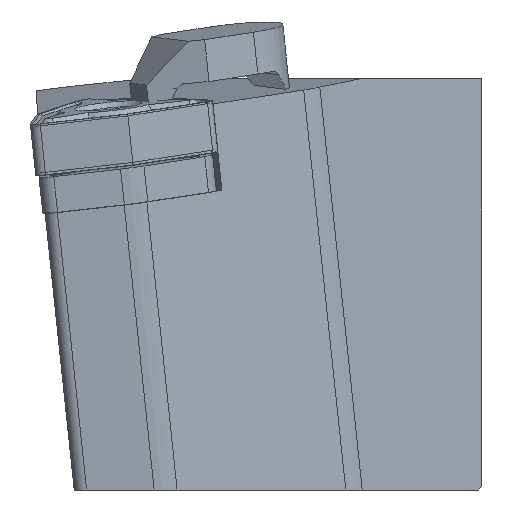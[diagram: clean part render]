
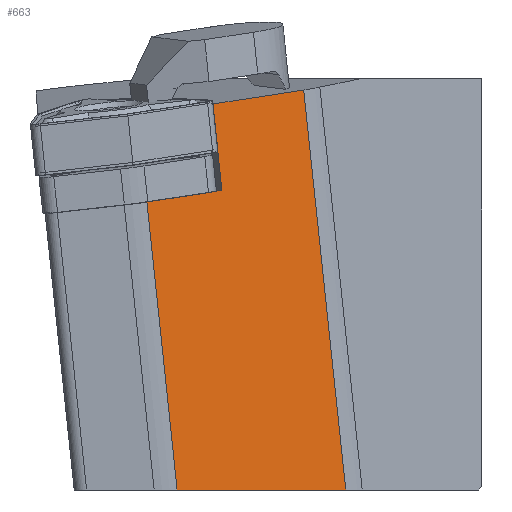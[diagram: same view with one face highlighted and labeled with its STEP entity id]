
A CAD part, left-side view. The second image highlights one B-rep face of the part: STEP entity #663.
In plain terms, the highlighted planar face has unit normal (-0.906, -0.42, -0.051).
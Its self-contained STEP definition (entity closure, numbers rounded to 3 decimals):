
#663=ADVANCED_FACE('',(#886),#793,.F.);
#793=PLANE('',#2908);
#886=FACE_OUTER_BOUND('',#1009,.T.);
#1009=EDGE_LOOP('',(#1227,#1228,#1229,#1230,#1231,#1232,#1233));
#1227=ORIENTED_EDGE('',*,*,#2073,.F.);
#1228=ORIENTED_EDGE('',*,*,#2121,.F.);
#1229=ORIENTED_EDGE('',*,*,#2120,.F.);
#1230=ORIENTED_EDGE('',*,*,#2122,.F.);
#1231=ORIENTED_EDGE('',*,*,#2123,.T.);
#1232=ORIENTED_EDGE('',*,*,#2093,.F.);
#1233=ORIENTED_EDGE('',*,*,#2066,.T.);
#1840=VERTEX_POINT('',#3802);
#1841=VERTEX_POINT('',#3804);
#1845=VERTEX_POINT('',#3815);
#1861=VERTEX_POINT('',#3858);
#1879=VERTEX_POINT('',#3907);
#1880=VERTEX_POINT('',#3909);
#1881=VERTEX_POINT('',#3914);
#2066=EDGE_CURVE('',#1841,#1840,#2410,.T.);
#2073=EDGE_CURVE('',#1845,#1840,#2416,.T.);
#2093=EDGE_CURVE('',#1841,#1861,#2431,.T.);
#2120=EDGE_CURVE('',#1880,#1879,#2451,.T.);
#2121=EDGE_CURVE('',#1879,#1845,#2452,.T.);
#2122=EDGE_CURVE('',#1881,#1880,#2453,.T.);
#2123=EDGE_CURVE('',#1881,#1861,#2454,.T.);
#2410=LINE('',#3803,#2652);
#2416=LINE('',#3816,#2658);
#2431=LINE('',#3857,#2673);
#2451=LINE('',#3910,#2693);
#2452=LINE('',#3912,#2694);
#2453=LINE('',#3913,#2695);
#2454=LINE('',#3915,#2696);
#2652=VECTOR('',#3116,1.);
#2658=VECTOR('',#3126,1.);
#2673=VECTOR('',#3163,1.);
#2693=VECTOR('',#3209,1.);
#2694=VECTOR('',#3212,1.);
#2695=VECTOR('',#3213,1.);
#2696=VECTOR('',#3214,1.);
#2908=AXIS2_PLACEMENT_3D('',#3916,#3215,#3216);
#3116=DIRECTION('',(0.105,-0.104,-0.989));
#3126=DIRECTION('',(0.41,-0.901,0.138));
#3163=DIRECTION('',(0.41,-0.901,0.138));
#3209=DIRECTION('',(-0.105,0.104,0.989));
#3212=DIRECTION('',(0.41,-0.901,0.138));
#3213=DIRECTION('',(-0.421,0.907,0.));
#3214=DIRECTION('',(-0.105,0.104,0.989));
#3215=DIRECTION('',(0.906,0.42,0.052));
#3216=DIRECTION('',(0.421,-0.907,0.));
#3802=CARTESIAN_POINT('',(5.235,22.732,-5.766));
#3803=CARTESIAN_POINT('',(4.19,23.771,4.125));
#3804=CARTESIAN_POINT('',(4.436,23.526,1.79));
#3815=CARTESIAN_POINT('',(4.935,23.391,-5.867));
#3816=CARTESIAN_POINT('',(5.648,21.824,-5.627));
#3857=CARTESIAN_POINT('',(1.443,30.1,0.783));
#3858=CARTESIAN_POINT('',(8.058,15.573,3.009));
#3907=CARTESIAN_POINT('',(2.241,29.306,-6.774));
#3909=CARTESIAN_POINT('',(4.907,26.655,-32.));
#3910=CARTESIAN_POINT('',(5.567,25.998,-38.246));
#3912=CARTESIAN_POINT('',(5.648,21.824,-5.627));
#3913=CARTESIAN_POINT('',(5.275,25.863,-32.));
#3914=CARTESIAN_POINT('',(11.758,11.894,-32.));
#3915=CARTESIAN_POINT('',(12.183,11.471,-36.02));
#3916=CARTESIAN_POINT('',(5.567,25.998,-38.246));
